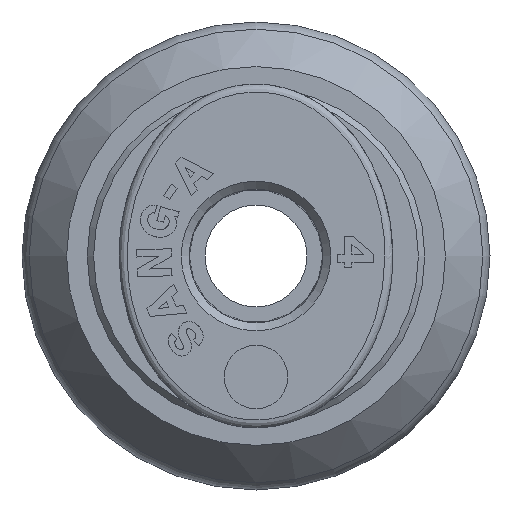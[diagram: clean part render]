
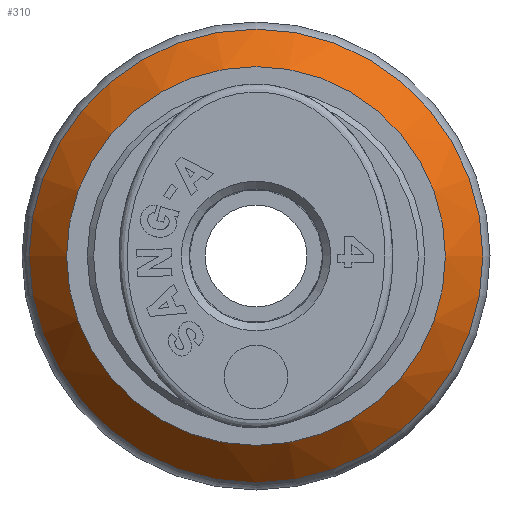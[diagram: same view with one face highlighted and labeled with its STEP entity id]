
A CAD part, left-side view. The second image highlights one B-rep face of the part: STEP entity #310.
In plain terms, the highlighted conical face has half-angle 39.155 degrees and reference radius 5.925 mm.
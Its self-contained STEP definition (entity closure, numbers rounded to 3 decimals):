
#268=CARTESIAN_POINT('',(4.324,7.125,0.));
#269=VERTEX_POINT('',#268);
#270=CARTESIAN_POINT('',(4.324,0.,0.));
#271=DIRECTION('',(1.0,0.0,0.0));
#272=DIRECTION('',(0.0,-1.0,0.0));
#273=AXIS2_PLACEMENT_3D('',#270,#271,#272);
#274=CIRCLE('',#273,7.125);
#275=EDGE_CURVE('',#269,#269,#274,.T.);
#291=CARTESIAN_POINT('',(2.85,0.,0.0));
#292=DIRECTION('',(1.0,0.,0.0));
#293=DIRECTION('',(0.0,1.0,0.0));
#294=AXIS2_PLACEMENT_3D('',#291,#292,#293);
#295=CONICAL_SURFACE('',#294,5.925,39.155);
#296=CARTESIAN_POINT('',(1.376,4.725,0.));
#297=VERTEX_POINT('',#296);
#298=CARTESIAN_POINT('',(1.376,0.0,0.));
#299=DIRECTION('',(-1.0,0.0,0.0));
#300=DIRECTION('',(0.0,-1.0,0.0));
#301=AXIS2_PLACEMENT_3D('',#298,#299,#300);
#302=CIRCLE('',#301,4.725);
#303=EDGE_CURVE('',#297,#297,#302,.T.);
#304=ORIENTED_EDGE('',*,*,#303,.F.);
#305=EDGE_LOOP('',(#304));
#306=FACE_OUTER_BOUND('',#305,.T.);
#307=ORIENTED_EDGE('',*,*,#275,.F.);
#308=EDGE_LOOP('',(#307));
#309=FACE_BOUND('',#308,.T.);
#310=ADVANCED_FACE('',(#306,#309),#295,.T.);
